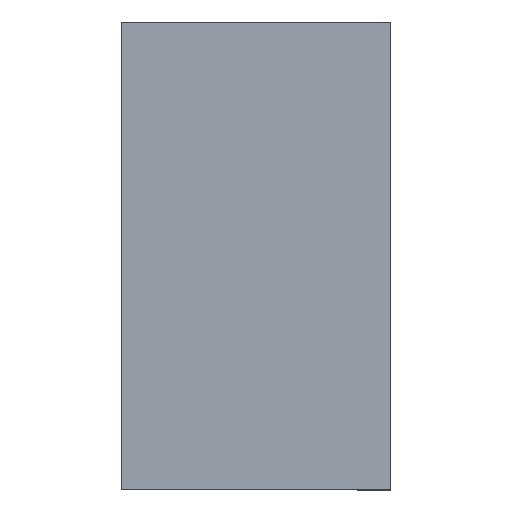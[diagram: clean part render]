
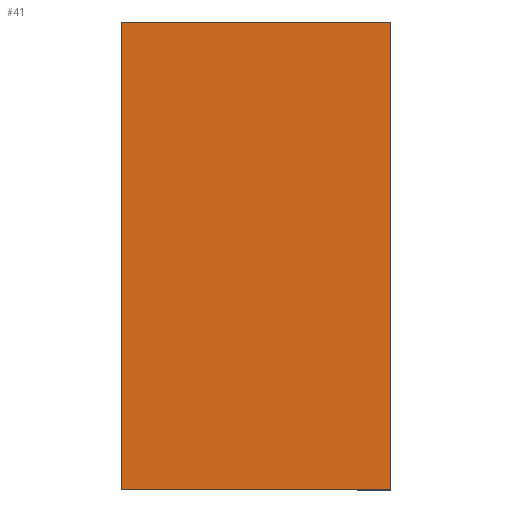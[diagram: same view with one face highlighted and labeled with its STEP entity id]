
A CAD part, top view. The second image highlights one B-rep face of the part: STEP entity #41.
In plain terms, the highlighted planar face has unit normal (0, 0, 1).
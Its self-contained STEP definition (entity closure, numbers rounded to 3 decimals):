
#1 = ORIENTED_EDGE ( 'NONE', *, *, #37, .T. ) ;
#6 = CARTESIAN_POINT ( 'NONE',  ( -8., 965.82, 21.377 ) ) ;
#13 = CARTESIAN_POINT ( 'NONE',  ( -151.63, 965.82, 21.377 ) ) ;
#20 = VERTEX_POINT ( 'NONE', #13 ) ;
#22 = LINE ( 'NONE', #211, #39 ) ;
#23 = DIRECTION ( 'NONE',  ( 1., 0., 0. ) ) ;
#31 = CARTESIAN_POINT ( 'NONE',  ( -8., 965.82, 21.377 ) ) ;
#37 = EDGE_CURVE ( 'NONE', #20, #84, #153, .T. ) ;
#39 = VECTOR ( 'NONE', #138, 1000. ) ;
#41 = ADVANCED_FACE ( 'NONE', ( #83 ), #140, .F. ) ;
#49 = LINE ( 'NONE', #6, #236 ) ;
#57 = DIRECTION ( 'NONE',  ( 0., 0., -1. ) ) ;
#71 = VERTEX_POINT ( 'NONE', #31 ) ;
#83 = FACE_OUTER_BOUND ( 'NONE', #163, .T. ) ;
#84 = VERTEX_POINT ( 'NONE', #91 ) ;
#87 = ORIENTED_EDGE ( 'NONE', *, *, #196, .T. ) ;
#91 = CARTESIAN_POINT ( 'NONE',  ( -151.63, 716., 21.377 ) ) ;
#95 = EDGE_CURVE ( 'NONE', #84, #176, #111, .T. ) ;
#105 = VECTOR ( 'NONE', #23, 1000. ) ;
#111 = LINE ( 'NONE', #207, #105 ) ;
#120 = VECTOR ( 'NONE', #130, 1000. ) ;
#130 = DIRECTION ( 'NONE',  ( 0., -1., 0. ) ) ;
#138 = DIRECTION ( 'NONE',  ( -1., 0., 0. ) ) ;
#140 = PLANE ( 'NONE',  #171 ) ;
#153 = LINE ( 'NONE', #234, #120 ) ;
#155 = CARTESIAN_POINT ( 'NONE',  ( -16., 1432., 21.377 ) ) ;
#163 = EDGE_LOOP ( 'NONE', ( #87, #206, #1, #214 ) ) ;
#169 = CARTESIAN_POINT ( 'NONE',  ( -8., 716., 21.377 ) ) ;
#171 = AXIS2_PLACEMENT_3D ( 'NONE', #155, #57, #216 ) ;
#176 = VERTEX_POINT ( 'NONE', #169 ) ;
#196 = EDGE_CURVE ( 'NONE', #176, #71, #49, .T. ) ;
#206 = ORIENTED_EDGE ( 'NONE', *, *, #223, .T. ) ;
#207 = CARTESIAN_POINT ( 'NONE',  ( -8., 716., 21.377 ) ) ;
#211 = CARTESIAN_POINT ( 'NONE',  ( -8., 965.82, 21.377 ) ) ;
#214 = ORIENTED_EDGE ( 'NONE', *, *, #95, .T. ) ;
#216 = DIRECTION ( 'NONE',  ( -1., 0., 0. ) ) ;
#223 = EDGE_CURVE ( 'NONE', #71, #20, #22, .T. ) ;
#224 = DIRECTION ( 'NONE',  ( 0., 1., 0. ) ) ;
#234 = CARTESIAN_POINT ( 'NONE',  ( -151.63, 965.82, 21.377 ) ) ;
#236 = VECTOR ( 'NONE', #224, 1000. ) ;
